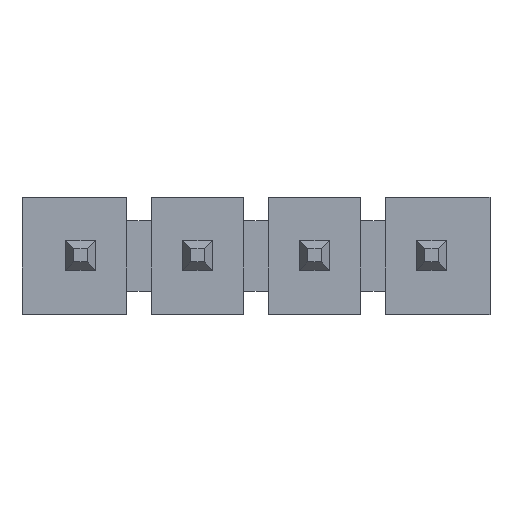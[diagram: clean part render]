
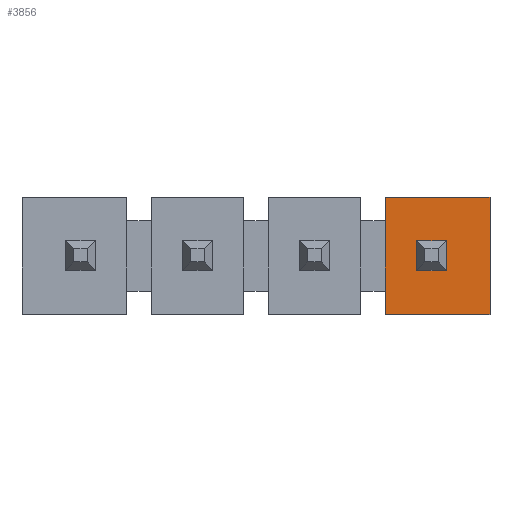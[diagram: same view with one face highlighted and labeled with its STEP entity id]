
A CAD part, top view. The second image highlights one B-rep face of the part: STEP entity #3856.
In plain terms, the highlighted free-form (B-spline) face has degree [1, 1] with [2, 2] control points.
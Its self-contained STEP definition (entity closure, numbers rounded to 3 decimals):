
#3753=CARTESIAN_POINT('',(8.89,1.27,2.54));
#3754=VERTEX_POINT('',#3753);
#3761=CARTESIAN_POINT('',(8.89,-1.27,2.54));
#3762=VERTEX_POINT('',#3761);
#3763=CARTESIAN_POINT('',(8.89,-1.27,2.54));
#3764=DIRECTION('',(0.0,1.0,0.0));
#3765=VECTOR('',#3764,2.54);
#3766=LINE('',#3763,#3765);
#3767=EDGE_CURVE('',#3762,#3754,#3766,.T.);
#3793=CARTESIAN_POINT('',(6.613,-1.27,2.54));
#3794=VERTEX_POINT('',#3793);
#3801=CARTESIAN_POINT('',(6.613,1.27,2.54));
#3802=VERTEX_POINT('',#3801);
#3803=CARTESIAN_POINT('',(6.613,1.27,2.54));
#3804=DIRECTION('',(0.0,-1.0,0.0));
#3805=VECTOR('',#3804,2.54);
#3806=LINE('',#3803,#3805);
#3807=EDGE_CURVE('',#3802,#3794,#3806,.T.);
#3823=CARTESIAN_POINT('',(8.89,1.27,2.54));
#3824=DIRECTION('',(-1.0,0.0,0.0));
#3825=VECTOR('',#3824,2.277);
#3826=LINE('',#3823,#3825);
#3827=EDGE_CURVE('',#3754,#3802,#3826,.T.);
#3840=CARTESIAN_POINT('',(8.89,-1.27,2.54));
#3841=CARTESIAN_POINT('',(6.613,-1.27,2.54));
#3842=CARTESIAN_POINT('',(8.89,1.27,2.54));
#3843=CARTESIAN_POINT('',(6.613,1.27,2.54));
#3844=B_SPLINE_SURFACE_WITH_KNOTS('',1,1,((#3840,#3842),(#3841,#3843)),.UNSPECIFIED.,.F.,.F.,.U.,(2,2),(2,2),(0.0,2.277),(0.0,2.54),.UNSPECIFIED.);
#3845=CARTESIAN_POINT('',(8.89,-1.27,2.54));
#3846=DIRECTION('',(-1.0,0.0,0.0));
#3847=VECTOR('',#3846,2.277);
#3848=LINE('',#3845,#3847);
#3849=EDGE_CURVE('',#3762,#3794,#3848,.T.);
#3850=ORIENTED_EDGE('',*,*,#3849,.F.);
#3851=ORIENTED_EDGE('',*,*,#3767,.T.);
#3852=ORIENTED_EDGE('',*,*,#3827,.T.);
#3853=ORIENTED_EDGE('',*,*,#3807,.T.);
#3854=EDGE_LOOP('',(#3850,#3851,#3852,#3853));
#3855=FACE_OUTER_BOUND('',#3854,.T.);
#3856=ADVANCED_FACE('',(#3855),#3844,.F.);
